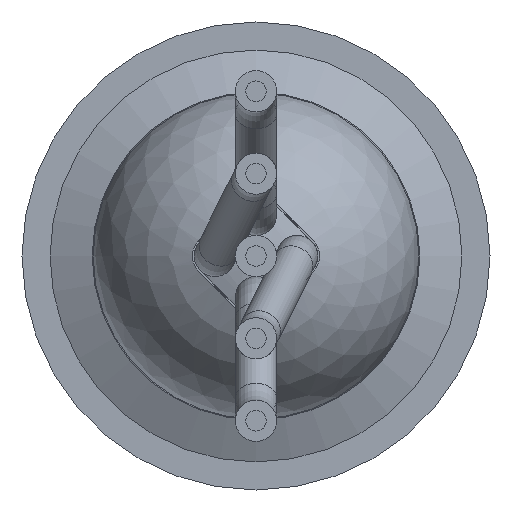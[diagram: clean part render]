
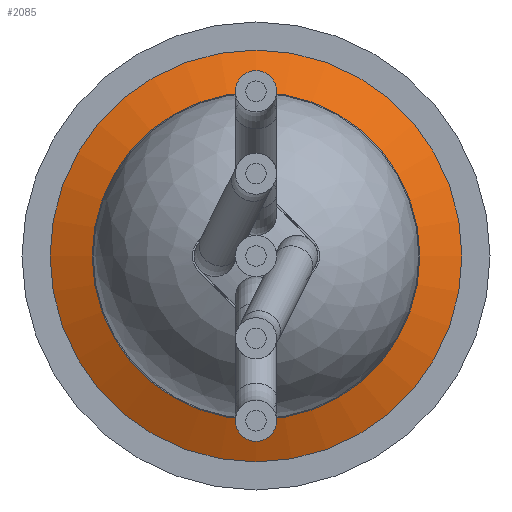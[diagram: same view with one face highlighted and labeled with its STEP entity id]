
A CAD part, front view. The second image highlights one B-rep face of the part: STEP entity #2085.
In plain terms, the highlighted conical face has half-angle 66.038 degrees and reference radius 9.875 mm.
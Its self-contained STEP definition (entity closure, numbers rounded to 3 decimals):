
#52=CONICAL_SURFACE('',#2275,9.875,1.153);
#215=LINE('',#3644,#362);
#362=VECTOR('',#2735,9.875);
#511=FACE_OUTER_BOUND('',#632,.T.);
#632=EDGE_LOOP('',(#1606,#1607,#1608,#1609,#1610,#1611));
#796=CIRCLE('',#2273,8.75);
#797=CIRCLE('',#2274,8.75);
#798=CIRCLE('',#2276,11.);
#799=CIRCLE('',#2277,11.);
#990=VERTEX_POINT('',#3634);
#991=VERTEX_POINT('',#3635);
#992=VERTEX_POINT('',#3640);
#993=VERTEX_POINT('',#3641);
#1231=EDGE_CURVE('',#990,#991,#796,.T.);
#1232=EDGE_CURVE('',#991,#990,#797,.T.);
#1234=EDGE_CURVE('',#992,#993,#798,.T.);
#1235=EDGE_CURVE('',#993,#992,#799,.T.);
#1236=EDGE_CURVE('',#993,#991,#215,.T.);
#1606=ORIENTED_EDGE('',*,*,#1234,.F.);
#1607=ORIENTED_EDGE('',*,*,#1235,.F.);
#1608=ORIENTED_EDGE('',*,*,#1236,.T.);
#1609=ORIENTED_EDGE('',*,*,#1232,.T.);
#1610=ORIENTED_EDGE('',*,*,#1231,.T.);
#1611=ORIENTED_EDGE('',*,*,#1236,.F.);
#2085=ADVANCED_FACE('',(#511),#52,.T.);
#2273=AXIS2_PLACEMENT_3D('',#3636,#2724,#2725);
#2274=AXIS2_PLACEMENT_3D('',#3637,#2726,#2727);
#2275=AXIS2_PLACEMENT_3D('',#3639,#2729,#2730);
#2276=AXIS2_PLACEMENT_3D('',#3642,#2731,#2732);
#2277=AXIS2_PLACEMENT_3D('',#3643,#2733,#2734);
#2724=DIRECTION('center_axis',(0.,1.,0.));
#2725=DIRECTION('ref_axis',(-1.,0.,0.));
#2726=DIRECTION('center_axis',(0.,1.,0.));
#2727=DIRECTION('ref_axis',(-1.,0.,0.));
#2729=DIRECTION('center_axis',(0.,1.,0.));
#2730=DIRECTION('ref_axis',(-1.,0.,0.));
#2731=DIRECTION('center_axis',(0.,1.,0.));
#2732=DIRECTION('ref_axis',(-1.,0.,0.));
#2733=DIRECTION('center_axis',(0.,1.,0.));
#2734=DIRECTION('ref_axis',(-1.,0.,0.));
#2735=DIRECTION('',(-0.914,-0.406,0.));
#3634=CARTESIAN_POINT('',(-8.75,16.7,0.));
#3635=CARTESIAN_POINT('',(8.75,16.7,0.));
#3636=CARTESIAN_POINT('Origin',(0.,16.7,0.));
#3637=CARTESIAN_POINT('Origin',(0.,16.7,0.));
#3639=CARTESIAN_POINT('Origin',(0.,17.2,0.));
#3640=CARTESIAN_POINT('',(-11.,17.7,0.));
#3641=CARTESIAN_POINT('',(11.,17.7,0.));
#3642=CARTESIAN_POINT('Origin',(0.,17.7,0.));
#3643=CARTESIAN_POINT('Origin',(0.,17.7,0.));
#3644=CARTESIAN_POINT('',(9.875,17.2,0.));
